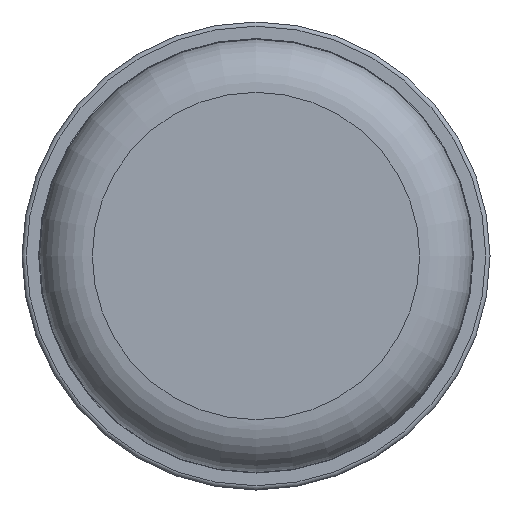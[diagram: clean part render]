
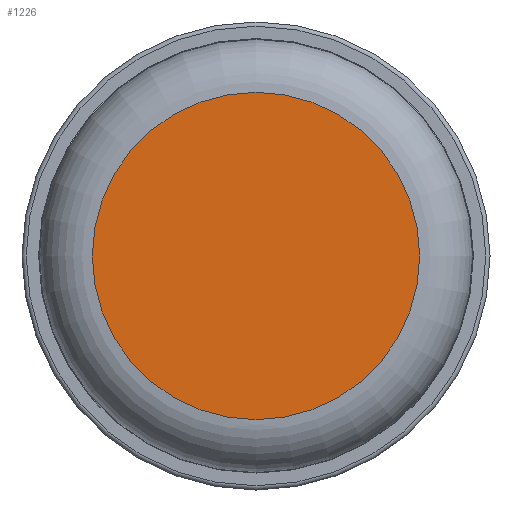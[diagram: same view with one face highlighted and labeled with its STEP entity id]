
A CAD part, front view. The second image highlights one B-rep face of the part: STEP entity #1226.
In plain terms, the highlighted planar face has unit normal (0, -1, 0).
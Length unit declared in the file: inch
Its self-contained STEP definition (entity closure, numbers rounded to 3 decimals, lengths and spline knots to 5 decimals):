
#142 = DIRECTION ( 'NONE',  ( 0., 0., -1. ) ) ;
#220 = AXIS2_PLACEMENT_3D ( 'NONE', #1516, #778, #897 ) ;
#249 = FACE_OUTER_BOUND ( 'NONE', #1415, .T. ) ;
#356 = EDGE_CURVE ( 'NONE', #523, #523, #880, .T. ) ;
#402 = DIRECTION ( 'NONE',  ( 0., -1., 0. ) ) ;
#521 = CARTESIAN_POINT ( 'NONE',  ( 0., 0., -0.1934 ) ) ;
#523 = VERTEX_POINT ( 'NONE', #521 ) ;
#648 = AXIS2_PLACEMENT_3D ( 'NONE', #866, #402, #142 ) ;
#778 = DIRECTION ( 'NONE',  ( 0., -1., 0. ) ) ;
#866 = CARTESIAN_POINT ( 'NONE',  ( 0., 0., 0. ) ) ;
#880 = CIRCLE ( 'NONE', #648, 0.1934 ) ;
#897 = DIRECTION ( 'NONE',  ( 0., 0., -1. ) ) ;
#933 = ORIENTED_EDGE ( 'NONE', *, *, #356, .T. ) ;
#1226 = ADVANCED_FACE ( 'NONE', ( #249 ), #1392, .T. ) ;
#1392 = PLANE ( 'NONE',  #220 ) ;
#1415 = EDGE_LOOP ( 'NONE', ( #933 ) ) ;
#1516 = CARTESIAN_POINT ( 'NONE',  ( 0., 0., 0. ) ) ;
